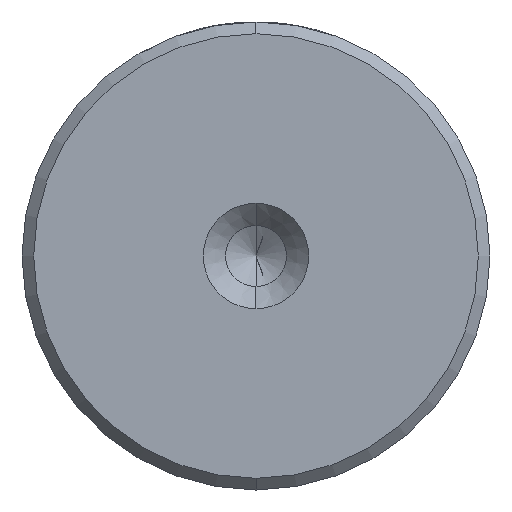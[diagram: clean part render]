
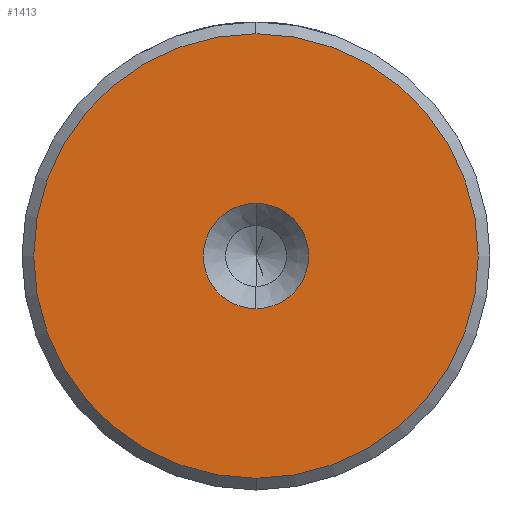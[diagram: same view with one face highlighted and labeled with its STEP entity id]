
A CAD part, left-side view. The second image highlights one B-rep face of the part: STEP entity #1413.
In plain terms, the highlighted planar face has unit normal (-1, 0, 0).
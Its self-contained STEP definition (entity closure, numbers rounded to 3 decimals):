
#13 = CIRCLE ( 'NONE', #3295, 2.25 ) ;
#125 = CIRCLE ( 'NONE', #2601, 9.5 ) ;
#134 = PLANE ( 'NONE',  #1937 ) ;
#239 = DIRECTION ( 'NONE',  ( -1., 0., 0. ) ) ;
#427 = DIRECTION ( 'NONE',  ( 0., 0., 1. ) ) ;
#671 = CARTESIAN_POINT ( 'NONE',  ( 0., 0., 0. ) ) ;
#743 = EDGE_CURVE ( 'NONE', #1520, #1844, #13, .T. ) ;
#753 = CARTESIAN_POINT ( 'NONE',  ( 0., 0., -2.25 ) ) ;
#906 = CARTESIAN_POINT ( 'NONE',  ( 0., 0., 9.5 ) ) ;
#939 = DIRECTION ( 'NONE',  ( 0., 0., 1. ) ) ;
#1028 = EDGE_CURVE ( 'NONE', #2266, #3321, #3354, .T. ) ;
#1068 = CARTESIAN_POINT ( 'NONE',  ( 0., 0., 0. ) ) ;
#1284 = EDGE_LOOP ( 'NONE', ( #2503, #2085 ) ) ;
#1335 = DIRECTION ( 'NONE',  ( 0., 0., 1. ) ) ;
#1413 = ADVANCED_FACE ( 'NONE', ( #1695, #1429 ), #134, .T. ) ;
#1429 = FACE_BOUND ( 'NONE', #1284, .T. ) ;
#1510 = CARTESIAN_POINT ( 'NONE',  ( 0., 0., 0. ) ) ;
#1520 = VERTEX_POINT ( 'NONE', #753 ) ;
#1528 = DIRECTION ( 'NONE',  ( -1., 0., 0. ) ) ;
#1546 = AXIS2_PLACEMENT_3D ( 'NONE', #1879, #239, #2152 ) ;
#1631 = CARTESIAN_POINT ( 'NONE',  ( 0., 0., 2.25 ) ) ;
#1695 = FACE_OUTER_BOUND ( 'NONE', #3001, .T. ) ;
#1758 = CARTESIAN_POINT ( 'NONE',  ( 0., 0., -9.5 ) ) ;
#1786 = CIRCLE ( 'NONE', #1546, 2.25 ) ;
#1844 = VERTEX_POINT ( 'NONE', #1631 ) ;
#1879 = CARTESIAN_POINT ( 'NONE',  ( 0., 0., 0. ) ) ;
#1891 = AXIS2_PLACEMENT_3D ( 'NONE', #671, #2570, #939 ) ;
#1937 = AXIS2_PLACEMENT_3D ( 'NONE', #1510, #3147, #427 ) ;
#2085 = ORIENTED_EDGE ( 'NONE', *, *, #743, .F. ) ;
#2152 = DIRECTION ( 'NONE',  ( 0., 0., 1. ) ) ;
#2227 = ORIENTED_EDGE ( 'NONE', *, *, #2425, .T. ) ;
#2266 = VERTEX_POINT ( 'NONE', #906 ) ;
#2425 = EDGE_CURVE ( 'NONE', #3321, #2266, #125, .T. ) ;
#2503 = ORIENTED_EDGE ( 'NONE', *, *, #2858, .F. ) ;
#2570 = DIRECTION ( 'NONE',  ( -1., 0., 0. ) ) ;
#2601 = AXIS2_PLACEMENT_3D ( 'NONE', #3161, #1528, #3428 ) ;
#2858 = EDGE_CURVE ( 'NONE', #1844, #1520, #1786, .T. ) ;
#2972 = DIRECTION ( 'NONE',  ( -1., 0., 0. ) ) ;
#3001 = EDGE_LOOP ( 'NONE', ( #2227, #3505 ) ) ;
#3147 = DIRECTION ( 'NONE',  ( -1., 0., 0. ) ) ;
#3161 = CARTESIAN_POINT ( 'NONE',  ( 0., 0., 0. ) ) ;
#3295 = AXIS2_PLACEMENT_3D ( 'NONE', #1068, #2972, #1335 ) ;
#3321 = VERTEX_POINT ( 'NONE', #1758 ) ;
#3354 = CIRCLE ( 'NONE', #1891, 9.5 ) ;
#3428 = DIRECTION ( 'NONE',  ( 0., 0., 1. ) ) ;
#3505 = ORIENTED_EDGE ( 'NONE', *, *, #1028, .T. ) ;
